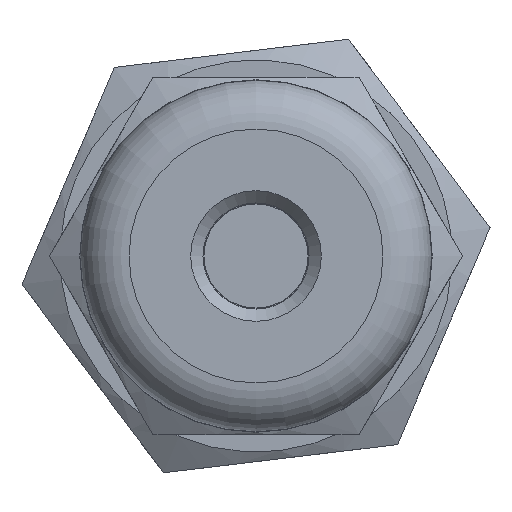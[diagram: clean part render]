
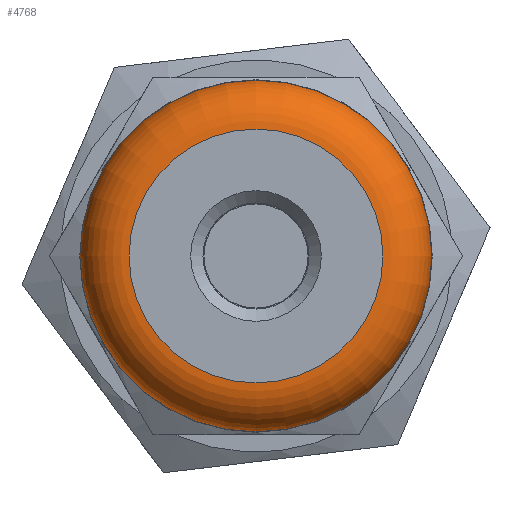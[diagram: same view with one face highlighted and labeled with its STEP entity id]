
A CAD part, left-side view. The second image highlights one B-rep face of the part: STEP entity #4768.
In plain terms, the highlighted toroidal (fillet/blend) face has major radius 3.946 mm and minor radius 1.524 mm.
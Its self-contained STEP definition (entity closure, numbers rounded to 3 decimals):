
#4741=CARTESIAN_POINT('',(-5.243,0.,0.));
#4742=DIRECTION('',(1.0,0.,0.));
#4743=DIRECTION('',(0.0,0.0,-1.0));
#4744=AXIS2_PLACEMENT_3D('',#4741,#4742,#4743);
#4745=TOROIDAL_SURFACE('',#4744,3.946,1.524);
#4746=CARTESIAN_POINT('',(-5.243,5.47,0.));
#4747=VERTEX_POINT('',#4746);
#4748=CARTESIAN_POINT('',(-5.243,0.,0.));
#4749=DIRECTION('',(1.0,0.0,0.0));
#4750=DIRECTION('',(0.0,1.0,0.0));
#4751=AXIS2_PLACEMENT_3D('',#4748,#4749,#4750);
#4752=CIRCLE('',#4751,5.47);
#4753=EDGE_CURVE('',#4747,#4747,#4752,.T.);
#4754=ORIENTED_EDGE('',*,*,#4753,.F.);
#4755=EDGE_LOOP('',(#4754));
#4756=FACE_OUTER_BOUND('',#4755,.T.);
#4757=CARTESIAN_POINT('',(-6.767,3.946,0.));
#4758=VERTEX_POINT('',#4757);
#4759=CARTESIAN_POINT('',(-6.767,0.,0.));
#4760=DIRECTION('',(1.0,0.0,0.0));
#4761=DIRECTION('',(0.0,-1.0,0.0));
#4762=AXIS2_PLACEMENT_3D('',#4759,#4760,#4761);
#4763=CIRCLE('',#4762,3.946);
#4764=EDGE_CURVE('',#4758,#4758,#4763,.T.);
#4765=ORIENTED_EDGE('',*,*,#4764,.T.);
#4766=EDGE_LOOP('',(#4765));
#4767=FACE_BOUND('',#4766,.T.);
#4768=ADVANCED_FACE('',(#4756,#4767),#4745,.T.);
